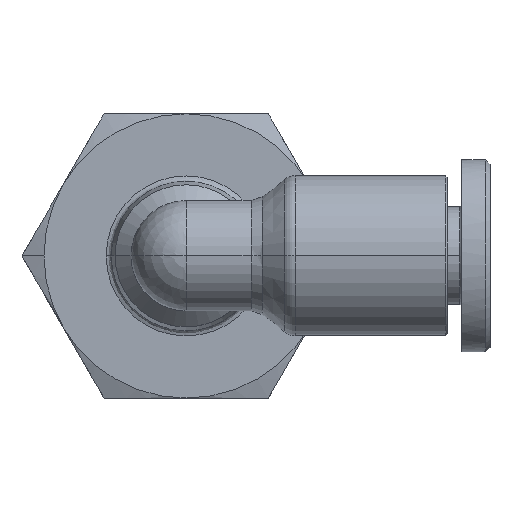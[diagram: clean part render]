
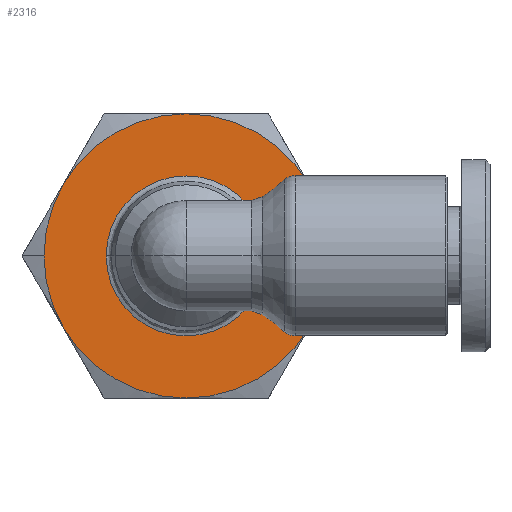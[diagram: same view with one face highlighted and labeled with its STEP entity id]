
A CAD part, top view. The second image highlights one B-rep face of the part: STEP entity #2316.
In plain terms, the highlighted planar face has unit normal (0, 0, 1).
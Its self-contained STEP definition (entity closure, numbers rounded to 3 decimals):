
#1408=CARTESIAN_POINT('',(-13.3,0.,-8.0));
#1409=VERTEX_POINT('',#1408);
#1418=CARTESIAN_POINT('',(-12.228,4.,-8.0));
#1419=VERTEX_POINT('',#1418);
#1420=CARTESIAN_POINT('',(-5.3,0.,-8.0));
#1421=DIRECTION('',(0.0,0.0,1.0));
#1422=DIRECTION('',(1.0,0.0,0.0));
#1423=AXIS2_PLACEMENT_3D('',#1420,#1421,#1422);
#1424=CIRCLE('',#1423,8.);
#1425=EDGE_CURVE('',#1419,#1409,#1424,.T.);
#1450=CARTESIAN_POINT('',(2.7,0.,-8.0));
#1451=VERTEX_POINT('',#1450);
#1458=CARTESIAN_POINT('',(1.628,4.,-8.0));
#1459=VERTEX_POINT('',#1458);
#1473=CARTESIAN_POINT('',(-5.3,0.,-8.0));
#1474=DIRECTION('',(0.0,0.0,1.0));
#1475=DIRECTION('',(1.0,0.0,0.0));
#1476=AXIS2_PLACEMENT_3D('',#1473,#1474,#1475);
#1477=CIRCLE('',#1476,8.);
#1478=EDGE_CURVE('',#1451,#1459,#1477,.T.);
#1728=CARTESIAN_POINT('',(-0.799,0.,-8.0));
#1729=VERTEX_POINT('',#1728);
#1738=CARTESIAN_POINT('',(-9.801,0.,-8.0));
#1739=VERTEX_POINT('',#1738);
#1747=CARTESIAN_POINT('',(-5.3,0.,-8.0));
#1748=DIRECTION('',(0.0,0.0,1.0));
#1749=DIRECTION('',(-1.0,0.0,0.0));
#1750=AXIS2_PLACEMENT_3D('',#1747,#1748,#1749);
#1751=CIRCLE('',#1750,4.501);
#1752=EDGE_CURVE('',#1739,#1729,#1751,.T.);
#2217=CARTESIAN_POINT('',(-5.3,0.,-8.0));
#2218=DIRECTION('',(0.0,0.0,1.0));
#2219=DIRECTION('',(-1.0,0.0,0.0));
#2220=AXIS2_PLACEMENT_3D('',#2217,#2218,#2219);
#2221=CIRCLE('',#2220,4.501);
#2222=EDGE_CURVE('',#1729,#1739,#2221,.T.);
#2253=CARTESIAN_POINT('',(-5.3,0.,-8.0));
#2254=DIRECTION('',(0.0,0.0,-1.0));
#2255=DIRECTION('',(-1.0,0.0,0.0));
#2256=AXIS2_PLACEMENT_3D('',#2253,#2254,#2255);
#2257=PLANE('',#2256);
#2258=ORIENTED_EDGE('',*,*,#1425,.T.);
#2259=CARTESIAN_POINT('',(-12.228,-4.,-8.0));
#2260=VERTEX_POINT('',#2259);
#2261=CARTESIAN_POINT('',(-5.3,0.,-8.0));
#2262=DIRECTION('',(0.0,0.0,1.0));
#2263=DIRECTION('',(1.0,0.0,0.0));
#2264=AXIS2_PLACEMENT_3D('',#2261,#2262,#2263);
#2265=CIRCLE('',#2264,8.);
#2266=EDGE_CURVE('',#1409,#2260,#2265,.T.);
#2267=ORIENTED_EDGE('',*,*,#2266,.T.);
#2268=CARTESIAN_POINT('',(-5.3,-8.,-8.0));
#2269=VERTEX_POINT('',#2268);
#2270=CARTESIAN_POINT('',(-5.3,0.,-8.0));
#2271=DIRECTION('',(0.0,0.0,1.0));
#2272=DIRECTION('',(1.0,0.0,0.0));
#2273=AXIS2_PLACEMENT_3D('',#2270,#2271,#2272);
#2274=CIRCLE('',#2273,8.);
#2275=EDGE_CURVE('',#2260,#2269,#2274,.T.);
#2276=ORIENTED_EDGE('',*,*,#2275,.T.);
#2277=CARTESIAN_POINT('',(1.628,-4.,-8.0));
#2278=VERTEX_POINT('',#2277);
#2279=CARTESIAN_POINT('',(-5.3,0.,-8.0));
#2280=DIRECTION('',(0.0,0.0,1.0));
#2281=DIRECTION('',(1.0,0.0,0.0));
#2282=AXIS2_PLACEMENT_3D('',#2279,#2280,#2281);
#2283=CIRCLE('',#2282,8.);
#2284=EDGE_CURVE('',#2269,#2278,#2283,.T.);
#2285=ORIENTED_EDGE('',*,*,#2284,.T.);
#2286=CARTESIAN_POINT('',(-5.3,0.,-8.0));
#2287=DIRECTION('',(0.0,0.0,1.0));
#2288=DIRECTION('',(1.0,0.0,0.0));
#2289=AXIS2_PLACEMENT_3D('',#2286,#2287,#2288);
#2290=CIRCLE('',#2289,8.);
#2291=EDGE_CURVE('',#2278,#1451,#2290,.T.);
#2292=ORIENTED_EDGE('',*,*,#2291,.T.);
#2293=ORIENTED_EDGE('',*,*,#1478,.T.);
#2294=CARTESIAN_POINT('',(-5.3,8.,-8.));
#2295=VERTEX_POINT('',#2294);
#2296=CARTESIAN_POINT('',(-5.3,0.,-8.0));
#2297=DIRECTION('',(0.0,0.0,1.0));
#2298=DIRECTION('',(1.0,0.0,0.0));
#2299=AXIS2_PLACEMENT_3D('',#2296,#2297,#2298);
#2300=CIRCLE('',#2299,8.);
#2301=EDGE_CURVE('',#1459,#2295,#2300,.T.);
#2302=ORIENTED_EDGE('',*,*,#2301,.T.);
#2303=CARTESIAN_POINT('',(-5.3,0.,-8.0));
#2304=DIRECTION('',(0.0,0.0,1.0));
#2305=DIRECTION('',(1.0,0.0,0.0));
#2306=AXIS2_PLACEMENT_3D('',#2303,#2304,#2305);
#2307=CIRCLE('',#2306,8.);
#2308=EDGE_CURVE('',#2295,#1419,#2307,.T.);
#2309=ORIENTED_EDGE('',*,*,#2308,.T.);
#2310=EDGE_LOOP('',(#2258,#2267,#2276,#2285,#2292,#2293,#2302,#2309));
#2311=FACE_OUTER_BOUND('',#2310,.T.);
#2312=ORIENTED_EDGE('',*,*,#2222,.F.);
#2313=ORIENTED_EDGE('',*,*,#1752,.F.);
#2314=EDGE_LOOP('',(#2312,#2313));
#2315=FACE_BOUND('',#2314,.T.);
#2316=ADVANCED_FACE('',(#2311,#2315),#2257,.F.);
